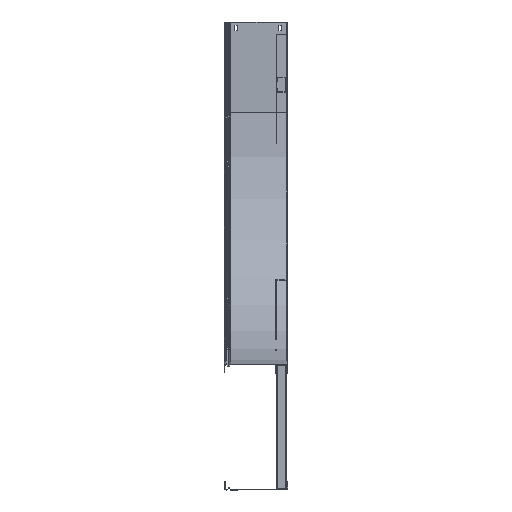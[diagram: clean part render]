
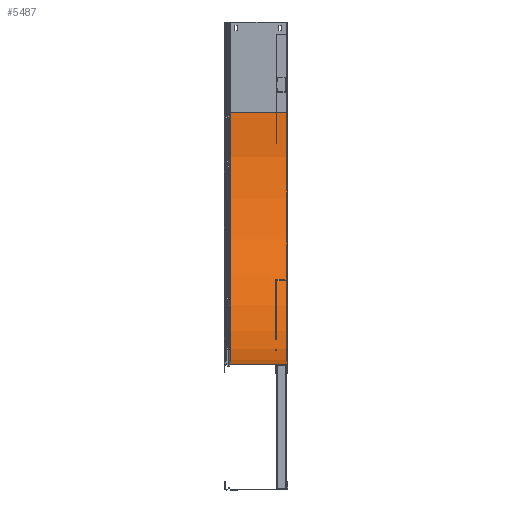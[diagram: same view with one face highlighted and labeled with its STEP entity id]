
A CAD part, left-side view. The second image highlights one B-rep face of the part: STEP entity #5487.
In plain terms, the highlighted cylindrical face has radius 600 mm (diameter 1200 mm), a partial arc.
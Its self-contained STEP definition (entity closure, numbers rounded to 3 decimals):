
#606 = DIRECTION ( 'NONE',  ( 0., 1., 0. ) ) ;
#974 = LINE ( 'NONE', #4633, #9519 ) ;
#1194 = EDGE_LOOP ( 'NONE', ( #8878, #3137, #4327, #3972 ) ) ;
#1320 = EDGE_CURVE ( 'NONE', #9696, #8820, #4054, .T. ) ;
#1648 = CARTESIAN_POINT ( 'NONE',  ( 0., 0., -600. ) ) ;
#1826 = AXIS2_PLACEMENT_3D ( 'NONE', #2009, #6121, #9084 ) ;
#1847 = DIRECTION ( 'NONE',  ( 0., 1., 0. ) ) ;
#2009 = CARTESIAN_POINT ( 'NONE',  ( 0., 0., 0. ) ) ;
#3137 = ORIENTED_EDGE ( 'NONE', *, *, #5749, .F. ) ;
#3216 = CIRCLE ( 'NONE', #1826, 600. ) ;
#3236 = CARTESIAN_POINT ( 'NONE',  ( 0., 0., 0. ) ) ;
#3579 = CARTESIAN_POINT ( 'NONE',  ( 0., 134.499, -600. ) ) ;
#3972 = ORIENTED_EDGE ( 'NONE', *, *, #1320, .T. ) ;
#4054 = LINE ( 'NONE', #9020, #12108 ) ;
#4327 = ORIENTED_EDGE ( 'NONE', *, *, #5232, .T. ) ;
#4633 = CARTESIAN_POINT ( 'NONE',  ( 0., 2.2, -600. ) ) ;
#4647 = CARTESIAN_POINT ( 'NONE',  ( 0., 134.499, 0. ) ) ;
#4706 = AXIS2_PLACEMENT_3D ( 'NONE', #3236, #7318, #9338 ) ;
#5232 = EDGE_CURVE ( 'NONE', #8207, #9696, #3216, .T. ) ;
#5487 = ADVANCED_FACE ( 'NONE', ( #7483 ), #8267, .F. ) ;
#5665 = DIRECTION ( 'NONE',  ( 0., 1., 0. ) ) ;
#5749 = EDGE_CURVE ( 'NONE', #8207, #7295, #974, .T. ) ;
#6121 = DIRECTION ( 'NONE',  ( 0., -1., 0. ) ) ;
#6695 = DIRECTION ( 'NONE',  ( 1., 0., 0. ) ) ;
#7295 = VERTEX_POINT ( 'NONE', #3579 ) ;
#7318 = DIRECTION ( 'NONE',  ( 0., 1., 0. ) ) ;
#7433 = CIRCLE ( 'NONE', #9399, 600. ) ;
#7483 = FACE_OUTER_BOUND ( 'NONE', #1194, .T. ) ;
#8042 = CARTESIAN_POINT ( 'NONE',  ( 600., 0., 0. ) ) ;
#8207 = VERTEX_POINT ( 'NONE', #1648 ) ;
#8267 = CYLINDRICAL_SURFACE ( 'NONE', #4706, 600. ) ;
#8820 = VERTEX_POINT ( 'NONE', #9731 ) ;
#8878 = ORIENTED_EDGE ( 'NONE', *, *, #12098, .T. ) ;
#9020 = CARTESIAN_POINT ( 'NONE',  ( 600., 2.2, 0. ) ) ;
#9084 = DIRECTION ( 'NONE',  ( 1., 0., 0. ) ) ;
#9338 = DIRECTION ( 'NONE',  ( 0., 0., 1. ) ) ;
#9399 = AXIS2_PLACEMENT_3D ( 'NONE', #4647, #5665, #6695 ) ;
#9519 = VECTOR ( 'NONE', #606, 1000. ) ;
#9696 = VERTEX_POINT ( 'NONE', #8042 ) ;
#9731 = CARTESIAN_POINT ( 'NONE',  ( 600., 134.499, 0. ) ) ;
#12098 = EDGE_CURVE ( 'NONE', #8820, #7295, #7433, .T. ) ;
#12108 = VECTOR ( 'NONE', #1847, 1000. ) ;
